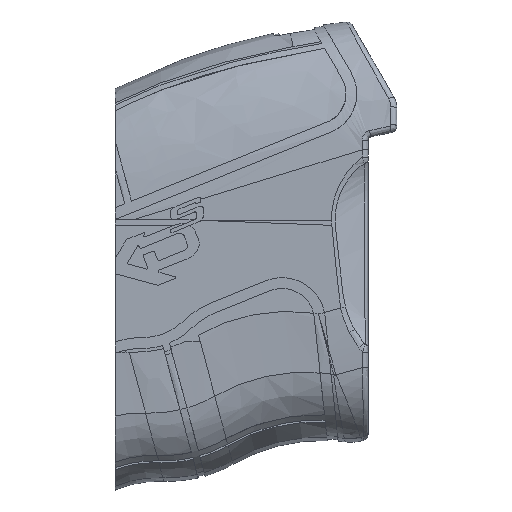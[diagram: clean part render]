
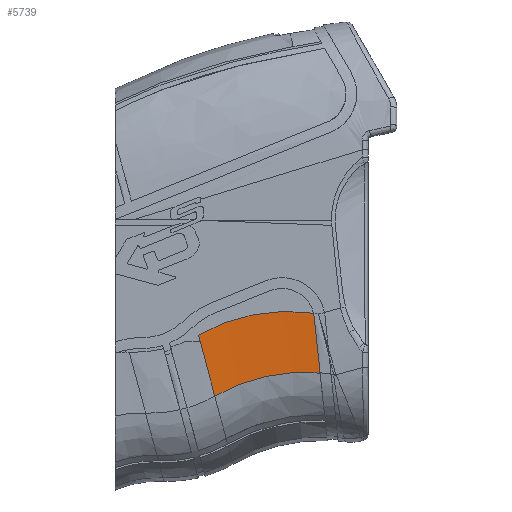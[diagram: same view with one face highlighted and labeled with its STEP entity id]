
A CAD part, left-side view. The second image highlights one B-rep face of the part: STEP entity #5739.
In plain terms, the highlighted free-form (B-spline) face has degree [3, 3] with [7, 5] control points.
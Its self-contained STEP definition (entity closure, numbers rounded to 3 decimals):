
#169 = CARTESIAN_POINT ( 'NONE',  ( -11.822, -61.973, 13.255 ) ) ;
#231 = CARTESIAN_POINT ( 'NONE',  ( -12.299, -63.333, 46.037 ) ) ;
#332 = VERTEX_POINT ( 'NONE', #7515 ) ;
#405 = CARTESIAN_POINT ( 'NONE',  ( -12.287, -63.493, 44.552 ) ) ;
#617 = EDGE_CURVE ( 'NONE', #19174, #332, #22102, .T. ) ;
#1220 = CARTESIAN_POINT ( 'NONE',  ( -12.3, -52.526, 44.945 ) ) ;
#1246 = EDGE_CURVE ( 'NONE', #16870, #13860, #25623, .T. ) ;
#1359 = CARTESIAN_POINT ( 'NONE',  ( -12.3, -47.329, 43.412 ) ) ;
#1631 = CARTESIAN_POINT ( 'NONE',  ( -12.3, -47.33, 43.412 ) ) ;
#1771 = CARTESIAN_POINT ( 'NONE',  ( -12.23, -64.338, 42.383 ) ) ;
#1834 = CARTESIAN_POINT ( 'NONE',  ( -11.822, -49.591, 34.973 ) ) ;
#2064 = DIRECTION ( 'NONE',  ( 1., 0., 0. ) ) ;
#2377 = CARTESIAN_POINT ( 'NONE',  ( -12.297, -47.581, 42.476 ) ) ;
#2580 = CARTESIAN_POINT ( 'NONE',  ( -12.297, -63.358, 45.831 ) ) ;
#3048 = CIRCLE ( 'NONE', #19266, 25. ) ;
#3536 = CARTESIAN_POINT ( 'NONE',  ( -12.23, -48.417, 39.354 ) ) ;
#3678 = CARTESIAN_POINT ( 'NONE',  ( -11.822, -49.59, 34.973 ) ) ;
#3947 = CARTESIAN_POINT ( 'NONE',  ( -11.822, -59.96, 38.797 ) ) ;
#4049 = CARTESIAN_POINT ( 'NONE',  ( -11.822, -64.165, 38.159 ) ) ;
#4236 = DIRECTION ( 'NONE',  ( 0., 0., -1. ) ) ;
#4637 = EDGE_CURVE ( 'NONE', #16870, #26565, #3048, .T. ) ;
#5739 = ADVANCED_FACE ( 'NONE', ( #28154 ), #28069, .F. ) ;
#5980 = CARTESIAN_POINT ( 'NONE',  ( -12.23, -48.416, 39.353 ) ) ;
#6116 = CARTESIAN_POINT ( 'NONE',  ( -12.3, -47.329, 43.411 ) ) ;
#6253 = EDGE_CURVE ( 'NONE', #13860, #332, #22619, .T. ) ;
#6433 = CARTESIAN_POINT ( 'NONE',  ( -12.3, -59.712, 21.694 ) ) ;
#6467 = CARTESIAN_POINT ( 'NONE',  ( -12.282, -47.829, 41.548 ) ) ;
#7216 = CARTESIAN_POINT ( 'NONE',  ( -11.969, -64.03, 39.435 ) ) ;
#7247 = B_SPLINE_CURVE_WITH_KNOTS ( 'NONE', 3,
 ( #2580, #405, #22426, #13466, #7216, #11434 ),
 .UNSPECIFIED., .F., .F.,
 ( 4, 2, 4 ),
 ( 0., 0.386, 0.773 ),
 .UNSPECIFIED. ) ;
#7515 = CARTESIAN_POINT ( 'NONE',  ( -12.3, -47.33, 43.412 ) ) ;
#7897 = CARTESIAN_POINT ( 'NONE',  ( -12.3, -47.661, 42.171 ) ) ;
#8033 = CARTESIAN_POINT ( 'NONE',  ( -12.23, -48.417, 39.353 ) ) ;
#8177 = CARTESIAN_POINT ( 'NONE',  ( -12., -49.17, 36.542 ) ) ;
#8453 = CARTESIAN_POINT ( 'NONE',  ( -12., -49.17, 36.541 ) ) ;
#8918 = CARTESIAN_POINT ( 'NONE',  ( -12.3, -47.497, 42.788 ) ) ;
#9559 = ORIENTED_EDGE ( 'NONE', *, *, #28192, .F. ) ;
#9631 = AXIS2_PLACEMENT_3D ( 'NONE', #6433, #13534, #20040 ) ;
#10222 = CARTESIAN_POINT ( 'NONE',  ( -12., -49.17, 36.542 ) ) ;
#10359 = CARTESIAN_POINT ( 'NONE',  ( -12., -59.54, 40.366 ) ) ;
#10500 = CARTESIAN_POINT ( 'NONE',  ( -12.3, -47.329, 43.412 ) ) ;
#10636 = CARTESIAN_POINT ( 'NONE',  ( -12.297, -47.581, 42.476 ) ) ;
#10705 = CARTESIAN_POINT ( 'NONE',  ( -12., -49.171, 36.542 ) ) ;
#11260 = CARTESIAN_POINT ( 'NONE',  ( -12.3, -63.251, 46.442 ) ) ;
#11366 = ORIENTED_EDGE ( 'NONE', *, *, #4637, .T. ) ;
#11434 = CARTESIAN_POINT ( 'NONE',  ( -11.822, -64.165, 38.159 ) ) ;
#11502 = CARTESIAN_POINT ( 'NONE',  ( -11.822, -49.591, 34.973 ) ) ;
#12250 = CARTESIAN_POINT ( 'NONE',  ( -11.822, -54.455, 37.746 ) ) ;
#12269 = CARTESIAN_POINT ( 'NONE',  ( -12.3, -63.251, 46.442 ) ) ;
#12388 = CARTESIAN_POINT ( 'NONE',  ( -12.3, -47.662, 42.172 ) ) ;
#12805 = CARTESIAN_POINT ( 'NONE',  ( -11.822, -49.591, 34.973 ) ) ;
#13466 = CARTESIAN_POINT ( 'NONE',  ( -12.082, -63.896, 40.715 ) ) ;
#13534 = DIRECTION ( 'NONE',  ( -1., 0., 0. ) ) ;
#13716 = CARTESIAN_POINT ( 'NONE',  ( -12.298, -63.347, 45.934 ) ) ;
#13771 = B_SPLINE_CURVE_WITH_KNOTS ( 'NONE', 3,
 ( #11260, #20084, #20223, #231, #13716, #17937 ),
 .UNSPECIFIED., .F., .F.,
 ( 4, 2, 4 ),
 ( 0., 0.031, 0.062 ),
 .UNSPECIFIED. ) ;
#13860 = VERTEX_POINT ( 'NONE', #10636 ) ;
#14431 = CARTESIAN_POINT ( 'NONE',  ( -12.3, -57.699, 47.236 ) ) ;
#14572 = CARTESIAN_POINT ( 'NONE',  ( -12., -49.171, 36.542 ) ) ;
#14941 = ORIENTED_EDGE ( 'NONE', *, *, #617, .T. ) ;
#16870 = VERTEX_POINT ( 'NONE', #11502 ) ;
#17034 = CARTESIAN_POINT ( 'NONE',  ( -12.3, -63.583, 45.202 ) ) ;
#17169 = CARTESIAN_POINT ( 'NONE',  ( -12., -54.035, 39.315 ) ) ;
#17937 = CARTESIAN_POINT ( 'NONE',  ( -12.297, -63.358, 45.831 ) ) ;
#18924 = CARTESIAN_POINT ( 'NONE',  ( -12.23, -58.786, 43.177 ) ) ;
#19060 = CARTESIAN_POINT ( 'NONE',  ( -12., -65.092, 39.572 ) ) ;
#19174 = VERTEX_POINT ( 'NONE', #12269 ) ;
#19196 = CARTESIAN_POINT ( 'NONE',  ( -12.3, -52.194, 46.185 ) ) ;
#19266 = AXIS2_PLACEMENT_3D ( 'NONE', #169, #2064, #4236 ) ;
#19469 = CARTESIAN_POINT ( 'NONE',  ( -12.3, -58.031, 45.996 ) ) ;
#20040 = DIRECTION ( 'NONE',  ( 0., 0.495, 0.869 ) ) ;
#20084 = CARTESIAN_POINT ( 'NONE',  ( -12.3, -63.276, 46.342 ) ) ;
#20223 = CARTESIAN_POINT ( 'NONE',  ( -12.3, -63.297, 46.24 ) ) ;
#20486 = CARTESIAN_POINT ( 'NONE',  ( -12.3, -47.413, 43.1 ) ) ;
#20692 = ORIENTED_EDGE ( 'NONE', *, *, #26576, .F. ) ;
#21356 = CARTESIAN_POINT ( 'NONE',  ( -12.3, -47.662, 42.172 ) ) ;
#21491 = CARTESIAN_POINT ( 'NONE',  ( -12.23, -48.417, 39.353 ) ) ;
#22102 = CIRCLE ( 'NONE', #9631, 25. ) ;
#22426 = CARTESIAN_POINT ( 'NONE',  ( -12.241, -63.627, 43.273 ) ) ;
#22619 = B_SPLINE_CURVE_WITH_KNOTS ( 'NONE', 3,
 ( #2377, #8918, #20486, #27155 ),
 .UNSPECIFIED., .F., .F.,
 ( 4, 4 ),
 ( 0., 1. ),
 .UNSPECIFIED. ) ;
#22862 = ORIENTED_EDGE ( 'NONE', *, *, #1246, .F. ) ;
#23445 = CARTESIAN_POINT ( 'NONE',  ( -12.297, -47.581, 42.476 ) ) ;
#23722 = CARTESIAN_POINT ( 'NONE',  ( -12.204, -48.501, 39.042 ) ) ;
#25623 =( BOUNDED_CURVE ( )  B_SPLINE_CURVE ( 3, ( #1834, #10705, #23722, #6467, #23445 ),
 .UNSPECIFIED., .F., .T. ) 
 B_SPLINE_CURVE_WITH_KNOTS ( ( 4, 1, 4 ),
 ( 0., 0.63, 1. ),
 .UNSPECIFIED. ) 
 CURVE ( )  GEOMETRIC_REPRESENTATION_ITEM ( )  RATIONAL_B_SPLINE_CURVE ( ( 1., 1., 1., 1., 1. ) ) 
 REPRESENTATION_ITEM ( '' )  );
#25841 = CARTESIAN_POINT ( 'NONE',  ( -12.3, -47.661, 42.172 ) ) ;
#25978 = CARTESIAN_POINT ( 'NONE',  ( -12.23, -53.282, 42.127 ) ) ;
#26120 = CARTESIAN_POINT ( 'NONE',  ( -11.822, -65.512, 38.003 ) ) ;
#26565 = VERTEX_POINT ( 'NONE', #4049 ) ;
#26576 = EDGE_CURVE ( 'NONE', #27066, #26565, #7247, .T. ) ;
#27066 = VERTEX_POINT ( 'NONE', #28189 ) ;
#27155 = CARTESIAN_POINT ( 'NONE',  ( -12.3, -47.33, 43.412 ) ) ;
#27748 = CARTESIAN_POINT ( 'NONE',  ( -11.822, -49.59, 34.973 ) ) ;
#27761 = ORIENTED_EDGE ( 'NONE', *, *, #6253, .F. ) ;
#27878 = CARTESIAN_POINT ( 'NONE',  ( -12.3, -63.251, 46.442 ) ) ;
#28018 = CARTESIAN_POINT ( 'NONE',  ( -11.822, -49.591, 34.973 ) ) ;
#28069 =( BOUNDED_SURFACE ( )  B_SPLINE_SURFACE ( 3, 3, ( 
 ( #26120, #19060, #1771, #17034, #27878 ),
 ( #3947, #10359, #18924, #19469, #14431 ),
 ( #12250, #17169, #25978, #1220, #19196 ),
 ( #12805, #14572, #3536, #12388, #1631 ),
 ( #28018, #10222, #21491, #21356, #1359 ),
 ( #27748, #8177, #8033, #25841, #10500 ),
 ( #3678, #8453, #5980, #7897, #6116 ) ),
 .UNSPECIFIED., .F., .F., .F. ) 
 B_SPLINE_SURFACE_WITH_KNOTS ( ( 4, 3, 4 ),
 ( 4, 1, 4 ),
 ( 0.787, 0.919, 0.919 ),
 ( 0., 0.56, 1. ),
 .UNSPECIFIED. ) 
 GEOMETRIC_REPRESENTATION_ITEM ( )  RATIONAL_B_SPLINE_SURFACE ( (
 ( 0.995, 0.995, 0.995, 0.995, 0.995),
 ( 0.961, 0.961, 0.961, 0.961, 0.961),
 ( 0.963, 0.963, 0.963, 0.963, 0.963),
 ( 1., 1., 1., 1., 1.),
 ( 1., 1., 1., 1., 1.),
 ( 1., 1., 1., 1., 1.),
 ( 1., 1., 1., 1., 1.) ) ) 
 REPRESENTATION_ITEM ( '' )  SURFACE ( )  );
#28154 = FACE_OUTER_BOUND ( 'NONE', #28507, .T. ) ;
#28189 = CARTESIAN_POINT ( 'NONE',  ( -12.297, -63.358, 45.831 ) ) ;
#28192 = EDGE_CURVE ( 'NONE', #19174, #27066, #13771, .T. ) ;
#28507 = EDGE_LOOP ( 'NONE', ( #22862, #11366, #20692, #9559, #14941, #27761 ) ) ;
